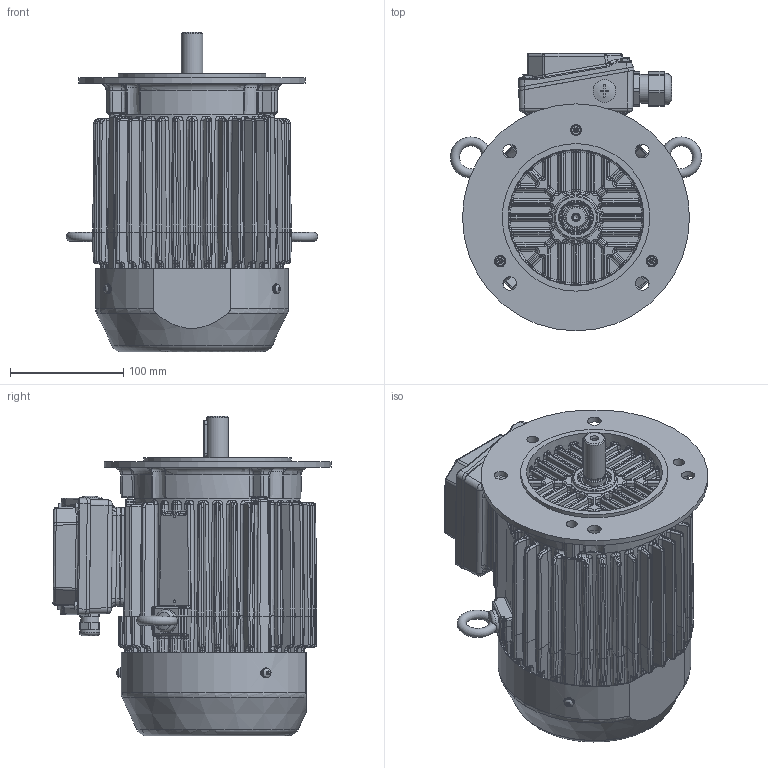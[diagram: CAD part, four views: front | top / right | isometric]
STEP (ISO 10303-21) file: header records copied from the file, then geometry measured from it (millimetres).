
FILE_DESCRIPTION(/* description */ (''),/* implementation_level */ '2;1');
FILE_NAME(/* name */ '6521665xx.stp',/* time_stamp */ '2020-12-08T17:39:12+03:00',/* author */ (''),/* organization */ (''),/* preprocessor_version */ 'ST-DEVELOPER v16',/* originating_system */ 'SIEMENS PLM Software NX 11.0',/* authorisation */ '');
FILE_SCHEMA (('AUTOMOTIVE_DESIGN { 1 0 10303 214 3 1 1 1 }'));
Products named in the file (1): C90125944CFF0j0m
Bounding box: 221.31 x 244.98 x 281.76 mm (x, y, z)
Surface area: 424961.5 mm2 (no closed solid volume)
Topology: 0 solids, 70 shells, 2952 faces, 8490 edges, 5340 vertices
Faces by surface type: bspline 942, cylinder 840, plane 792, torus 211, cone 107, sphere 56, extrusion 4
Full cylindrical faces by diameter (mm): 2.5 x2, 4 x1, 5 x4, 6.4 x1, 6.5 x1, 8 x3, 8.65 x3, 10 x6, 12 x4, 16 x1, 17.2 x2, 18 x1, 18.4 x1, 19 x1, 20 x4, 25.25 x2, 27.7 x2, 27.8 x1, 28 x1, 34 x1, 35.5 x1, 130 x1, 200 x1
Entity records: 121725 total; most frequent: CARTESIAN_POINT 51070, ORIENTED_EDGE 14211, DIRECTION 13736, EDGE_CURVE 8215, AXIS2_PLACEMENT_3D 5471, VERTEX_POINT 5304, EDGE_LOOP 3232, ADVANCED_FACE 2951
